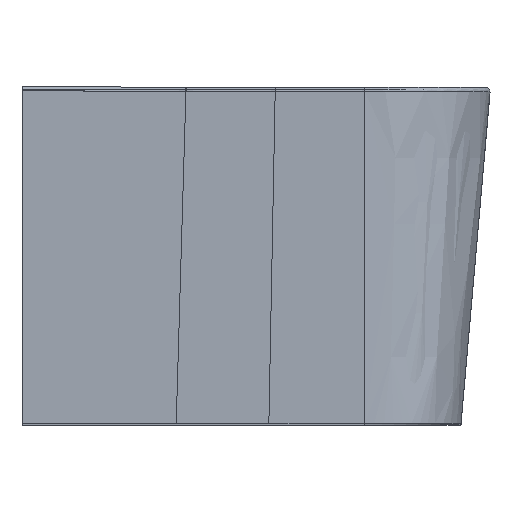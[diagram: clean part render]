
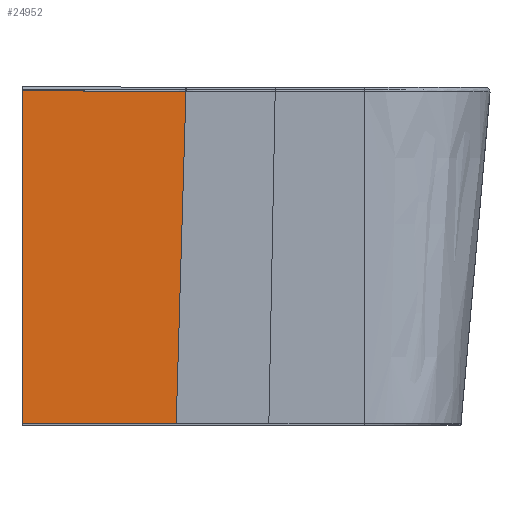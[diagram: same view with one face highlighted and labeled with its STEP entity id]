
A CAD part, top view. The second image highlights one B-rep face of the part: STEP entity #24952.
In plain terms, the highlighted free-form (B-spline) face has degree [5, 7] with [6, 9] control points.
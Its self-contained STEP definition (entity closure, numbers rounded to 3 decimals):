
#6154=CARTESIAN_POINT('',(-400.,-7.001,
900.));
#6155=CARTESIAN_POINT('',(-395.479,-7.008,
900.));
#6156=CARTESIAN_POINT('',(-386.648,-7.023,
900.));
#6157=CARTESIAN_POINT('',(-374.106,-7.043,
899.999));
#6158=CARTESIAN_POINT('',(-362.014,-7.061,
899.999));
#6159=CARTESIAN_POINT('',(-350.205,-7.076,
900.));
#6160=CARTESIAN_POINT('',(-338.488,-7.088,
900.));
#6161=CARTESIAN_POINT('',(-326.754,-7.097,
900.001));
#6162=CARTESIAN_POINT('',(-314.995,-7.105,
900.001));
#6163=CARTESIAN_POINT('',(-303.236,-7.112,
900.001));
#6164=CARTESIAN_POINT('',(-291.479,-7.121,
900.002));
#6165=CARTESIAN_POINT('',(-279.724,-7.134,
900.001));
#6166=CARTESIAN_POINT('',(-267.97,-7.151,
900.001));
#6167=CARTESIAN_POINT('',(-256.191,-7.175,
900.001));
#6168=CARTESIAN_POINT('',(-244.317,-7.207,
900.001));
#6169=CARTESIAN_POINT('',(-232.252,-7.247,
900.));
#6170=CARTESIAN_POINT('',(-219.908,-7.294,
900.));
#6171=CARTESIAN_POINT('',(-207.218,-7.349,
900.));
#6172=CARTESIAN_POINT('',(-194.185,-7.409,
900.));
#6173=CARTESIAN_POINT('',(-180.779,-7.47,
900.));
#6174=CARTESIAN_POINT('',(-167.174,-7.527,
900.));
#6175=CARTESIAN_POINT('',(-152.877,-7.577,
900.));
#6176=CARTESIAN_POINT('',(-137.472,-7.614,
900.));
#6177=CARTESIAN_POINT('',(-126.073,-7.625,
900.));
#6178=CARTESIAN_POINT('',(-120.132,-7.626,900.));
#6180=DIRECTION('',(1.,0.,0.));
#6181=VECTOR('',#6180,263.25);
#6182=CARTESIAN_POINT('',(-400.,-575.,
900.));
#6183=LINE('',#6182,#6181);
#6184=DIRECTION('',(0.,-1.,0.));
#6185=VECTOR('',#6184,567.999);
#6186=CARTESIAN_POINT('',(-400.,-7.001,
900.));
#6187=LINE('',#6186,#6185);
#6196=DIRECTION('',(-0.029,-1.,0.));
#6197=VECTOR('',#6196,567.618);
#6198=CARTESIAN_POINT('',(-120.132,-7.626,900.));
#6199=LINE('',#6198,#6197);
#7484=CARTESIAN_POINT('',(-400.,-575.,
900.));
#7485=CARTESIAN_POINT('',(-136.75,-575.,900.));
#7486=VERTEX_POINT('',#7484);
#7487=VERTEX_POINT('',#7485);
#7534=CARTESIAN_POINT('',(-120.132,-7.626,900.));
#7535=VERTEX_POINT('',#7534);
#7536=VERTEX_POINT('',#6154);
#24889=CARTESIAN_POINT('',(-402.463,-586.36,
900.));
#24890=CARTESIAN_POINT('',(-376.99,-586.36,
900.));
#24891=CARTESIAN_POINT('',(-339.539,-586.361,
900.));
#24892=CARTESIAN_POINT('',(-301.727,-586.359,
900.));
#24893=CARTESIAN_POINT('',(-263.551,-586.361,
900.));
#24894=CARTESIAN_POINT('',(-225.027,-586.36,
900.));
#24895=CARTESIAN_POINT('',(-186.135,-586.36,
900.));
#24896=CARTESIAN_POINT('',(-146.866,-586.36,
900.));
#24897=CARTESIAN_POINT('',(-134.449,-586.36,
900.));
#24898=CARTESIAN_POINT('',(-402.531,-468.216,
900.));
#24899=CARTESIAN_POINT('',(-376.35,-468.219,
900.));
#24900=CARTESIAN_POINT('',(-337.995,-468.208,
899.999));
#24901=CARTESIAN_POINT('',(-299.447,-468.227,
900.003));
#24902=CARTESIAN_POINT('',(-260.734,-468.209,
899.999));
#24903=CARTESIAN_POINT('',(-221.808,-468.217,
900.));
#24904=CARTESIAN_POINT('',(-182.686,-468.217,
900.));
#24905=CARTESIAN_POINT('',(-143.394,-468.216,
900.));
#24906=CARTESIAN_POINT('',(-130.991,-468.216,
900.));
#24907=CARTESIAN_POINT('',(-402.599,-350.072,
900.));
#24908=CARTESIAN_POINT('',(-375.71,-350.078,
900.));
#24909=CARTESIAN_POINT('',(-336.45,-350.055,
899.998));
#24910=CARTESIAN_POINT('',(-297.167,-350.094,
900.005));
#24911=CARTESIAN_POINT('',(-257.917,-350.058,
899.997));
#24912=CARTESIAN_POINT('',(-218.589,-350.074,
900.));
#24913=CARTESIAN_POINT('',(-179.237,-350.075,
900.));
#24914=CARTESIAN_POINT('',(-139.922,-350.072,
900.));
#24915=CARTESIAN_POINT('',(-127.533,-350.072,
900.));
#24916=CARTESIAN_POINT('',(-402.667,-231.928,
900.));
#24917=CARTESIAN_POINT('',(-375.071,-231.938,
900.));
#24918=CARTESIAN_POINT('',(-334.905,-231.902,
899.997));
#24919=CARTESIAN_POINT('',(-294.888,-231.962,
900.008));
#24920=CARTESIAN_POINT('',(-255.101,-231.907,
899.996));
#24921=CARTESIAN_POINT('',(-215.369,-231.931,
900.));
#24922=CARTESIAN_POINT('',(-175.788,-231.932,
900.001));
#24923=CARTESIAN_POINT('',(-136.45,-231.928,
900.));
#24924=CARTESIAN_POINT('',(-124.076,-231.929,
900.));
#24925=CARTESIAN_POINT('',(-402.735,-113.784,
900.));
#24926=CARTESIAN_POINT('',(-374.431,-113.797,
900.));
#24927=CARTESIAN_POINT('',(-333.36,-113.75,
899.996));
#24928=CARTESIAN_POINT('',(-292.608,-113.83,
900.011));
#24929=CARTESIAN_POINT('',(-252.284,-113.755,
899.994));
#24930=CARTESIAN_POINT('',(-212.15,-113.788,
900.));
#24931=CARTESIAN_POINT('',(-172.339,-113.79,
900.001));
#24932=CARTESIAN_POINT('',(-132.978,-113.784,
900.));
#24933=CARTESIAN_POINT('',(-120.618,-113.785,
900.));
#24934=CARTESIAN_POINT('',(-402.803,4.36,
900.));
#24935=CARTESIAN_POINT('',(-373.791,4.344,
900.));
#24936=CARTESIAN_POINT('',(-331.815,4.403,
899.995));
#24937=CARTESIAN_POINT('',(-290.329,4.303,
900.014));
#24938=CARTESIAN_POINT('',(-249.467,4.396,
899.993));
#24939=CARTESIAN_POINT('',(-208.931,4.355,
900.));
#24940=CARTESIAN_POINT('',(-168.891,4.353,
900.001));
#24941=CARTESIAN_POINT('',(-129.506,4.36,
900.));
#24942=CARTESIAN_POINT('',(-117.16,4.359,
900.));
#24943=B_SPLINE_SURFACE_WITH_KNOTS('',5,7,((#24889,#24890,#24891,#24892,#24893,
#24894,#24895,#24896,#24897),(#24898,#24899,#24900,#24901,#24902,#24903,#24904,
#24905,#24906),(#24907,#24908,#24909,#24910,#24911,#24912,#24913,#24914,#24915),
(#24916,#24917,#24918,#24919,#24920,#24921,#24922,#24923,#24924),(#24925,#24926,
#24927,#24928,#24929,#24930,#24931,#24932,#24933),(#24934,#24935,#24936,#24937,
#24938,#24939,#24940,#24941,#24942)),.UNSPECIFIED.,.F.,.F.,.F.,(6,6),(8,1,8),(
-0.02,1.008),(-0.004,0.32,
0.469),.UNSPECIFIED.);
#24944=ORIENTED_EDGE('',*,*,#22740,.T.);
#24946=ORIENTED_EDGE('',*,*,#24945,.T.);
#24948=ORIENTED_EDGE('',*,*,#24947,.F.);
#24949=ORIENTED_EDGE('',*,*,#24880,.F.);
#24950=EDGE_LOOP('',(#24944,#24946,#24948,#24949));
#24951=FACE_OUTER_BOUND('',#24950,.F.);
#6179=B_SPLINE_CURVE_WITH_KNOTS('',3,(#6154,#6155,#6156,#6157,#6158,#6159,#6160,
#6161,#6162,#6163,#6164,#6165,#6166,#6167,#6168,#6169,#6170,#6171,#6172,#6173,
#6174,#6175,#6176,#6177,#6178),.UNSPECIFIED.,.F.,.F.,(4,1,1,1,1,1,1,1,1,1,1,1,1,
1,1,1,1,1,1,1,1,1,4),(0.,0.045,0.091,
0.136,0.182,0.227,0.273,
0.318,0.364,0.409,0.455,0.5,
0.545,0.591,0.636,0.682,
0.727,0.773,0.818,0.864,
0.909,0.955,1.),.UNSPECIFIED.);
#22740=EDGE_CURVE('',#7536,#7535,#6179,.T.);
#24880=EDGE_CURVE('',#7536,#7486,#6187,.T.);
#24945=EDGE_CURVE('',#7535,#7487,#6199,.T.);
#24947=EDGE_CURVE('',#7486,#7487,#6183,.T.);
#24952=ADVANCED_FACE('',(#24951),#24943,.F.);
